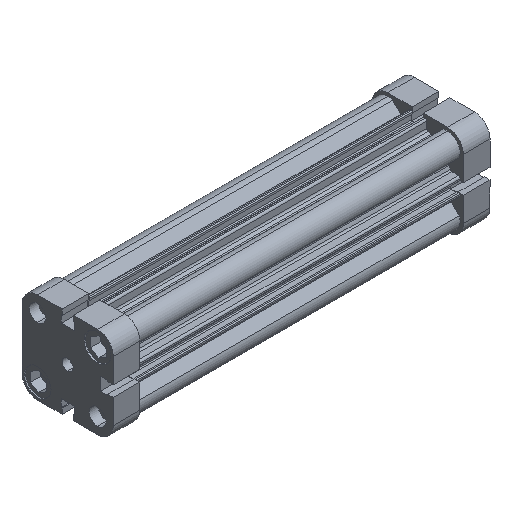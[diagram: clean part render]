
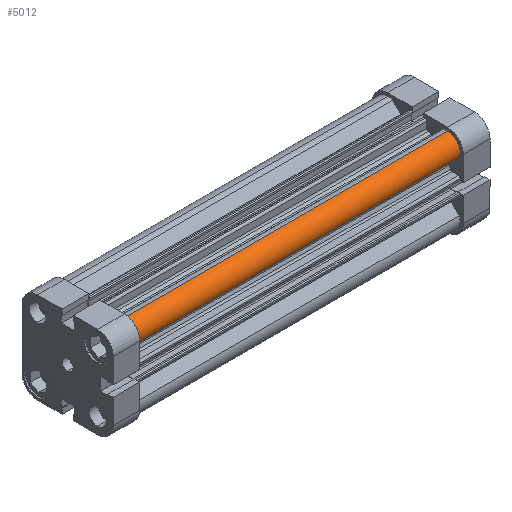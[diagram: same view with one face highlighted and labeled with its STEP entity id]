
A CAD part, isometric view. The second image highlights one B-rep face of the part: STEP entity #5012.
In plain terms, the highlighted cylindrical face has radius 6.75 mm (diameter 13.5 mm), a partial arc.
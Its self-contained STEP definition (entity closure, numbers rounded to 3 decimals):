
#1126 = AXIS2_PLACEMENT_3D ( 'NONE', #5368, #5371, #5372 ) ;
#1132 = AXIS2_PLACEMENT_3D ( 'NONE', #5370, #5377, #5378 ) ;
#1564 = AXIS2_PLACEMENT_3D ( 'NONE', #8155, #8154, #8153 ) ;
#2923 = CARTESIAN_POINT ( 'NONE',  ( -13.633, -22.472, 175.5 ) ) ;
#3683 = VECTOR ( 'NONE', #5298, 1000. ) ;
#3694 = LINE ( 'NONE', #2923, #3683 ) ;
#3726 = VECTOR ( 'NONE', #5367, 1000. ) ;
#3736 = LINE ( 'NONE', #5358, #3726 ) ;
#3740 = CIRCLE ( 'NONE', #1126, 6.75 ) ;
#3743 = CIRCLE ( 'NONE', #1132, 6.75 ) ;
#4056 = EDGE_CURVE ( 'NONE', #4641, #4635, #3694, .T. ) ;
#4084 = EDGE_CURVE ( 'NONE', #4640, #4637, #3736, .T. ) ;
#4086 = EDGE_CURVE ( 'NONE', #4640, #4641, #3740, .T. ) ;
#4088 = EDGE_CURVE ( 'NONE', #4637, #4635, #3743, .T. ) ;
#4635 = VERTEX_POINT ( 'NONE', #5939 ) ;
#4637 = VERTEX_POINT ( 'NONE', #5941 ) ;
#4640 = VERTEX_POINT ( 'NONE', #5944 ) ;
#4641 = VERTEX_POINT ( 'NONE', #5945 ) ;
#5012 = ADVANCED_FACE ( 'NONE', ( #7101 ), #7104, .T. ) ;
#5298 = DIRECTION ( 'NONE',  ( 0., 0., -1. ) ) ;
#5358 = CARTESIAN_POINT ( 'NONE',  ( -23., -16.25, 175.5 ) ) ;
#5367 = DIRECTION ( 'NONE',  ( 0., 0., -1. ) ) ;
#5368 = CARTESIAN_POINT ( 'NONE',  ( -16.25, -16.25, 175.5 ) ) ;
#5370 = CARTESIAN_POINT ( 'NONE',  ( -16.25, -16.25, 0. ) ) ;
#5371 = DIRECTION ( 'NONE',  ( 0., 0., 1. ) ) ;
#5372 = DIRECTION ( 'NONE',  ( -1., 0., 0. ) ) ;
#5377 = DIRECTION ( 'NONE',  ( 0., 0., 1. ) ) ;
#5378 = DIRECTION ( 'NONE',  ( -1., 0., 0. ) ) ;
#5939 = CARTESIAN_POINT ( 'NONE',  ( -13.633, -22.472, 0. ) ) ;
#5941 = CARTESIAN_POINT ( 'NONE',  ( -23., -16.25, 0. ) ) ;
#5944 = CARTESIAN_POINT ( 'NONE',  ( -23., -16.25, 175.5 ) ) ;
#5945 = CARTESIAN_POINT ( 'NONE',  ( -13.633, -22.472, 175.5 ) ) ;
#7101 = FACE_OUTER_BOUND ( 'NONE', #9501, .T. ) ;
#7104 = CYLINDRICAL_SURFACE ( 'NONE', #1564, 6.75 ) ;
#8153 = DIRECTION ( 'NONE',  ( -1., 0., 0. ) ) ;
#8154 = DIRECTION ( 'NONE',  ( 0., 0., -1. ) ) ;
#8155 = CARTESIAN_POINT ( 'NONE',  ( -16.25, -16.25, 175.5 ) ) ;
#9124 = ORIENTED_EDGE ( 'NONE', *, *, #4056, .F. ) ;
#9125 = ORIENTED_EDGE ( 'NONE', *, *, #4088, .T. ) ;
#9126 = ORIENTED_EDGE ( 'NONE', *, *, #4084, .T. ) ;
#9127 = ORIENTED_EDGE ( 'NONE', *, *, #4086, .F. ) ;
#9501 = EDGE_LOOP ( 'NONE', ( #9127, #9126, #9125, #9124 ) ) ;
